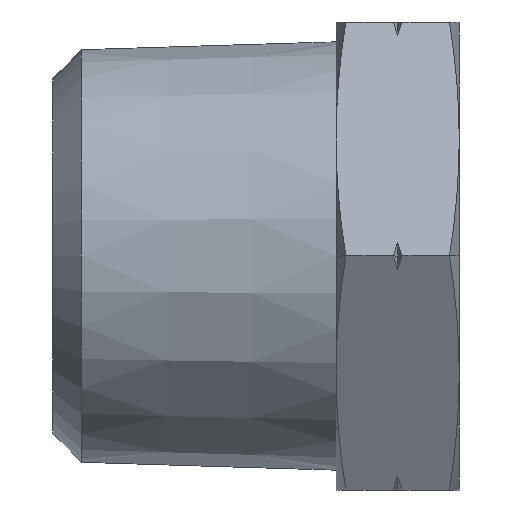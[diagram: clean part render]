
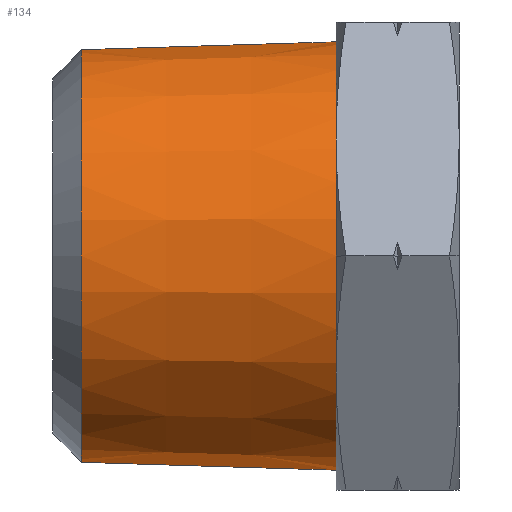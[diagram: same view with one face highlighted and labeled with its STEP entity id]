
A CAD part, left-side view. The second image highlights one B-rep face of the part: STEP entity #134.
In plain terms, the highlighted conical face has half-angle 1.78 degrees and reference radius 8.535 mm.
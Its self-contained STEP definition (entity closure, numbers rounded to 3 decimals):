
#134=ADVANCED_FACE('',(#289),#290,.T.);
#289=FACE_OUTER_BOUND('',#459,.T.);
#290=CONICAL_SURFACE('',#460,8.535,0.031);
#459=EDGE_LOOP('',(#780,#781,#782,#783));
#460=AXIS2_PLACEMENT_3D('',#784,#785,#786);
#780=ORIENTED_EDGE('',*,*,#1115,.F.);
#781=ORIENTED_EDGE('',*,*,#1116,.F.);
#782=ORIENTED_EDGE('',*,*,#1117,.F.);
#783=ORIENTED_EDGE('',*,*,#1056,.T.);
#784=CARTESIAN_POINT('',(0.0,10.168,0.0));
#785=DIRECTION('',(-0.0,-1.0,0.0));
#786=DIRECTION('',(0.0,0.0,1.0));
#1056=EDGE_CURVE('',#1277,#1276,#1279,.T.);
#1115=EDGE_CURVE('',#1355,#1276,#1356,.T.);
#1116=EDGE_CURVE('',#1357,#1355,#1358,.T.);
#1117=EDGE_CURVE('',#1277,#1357,#1359,.T.);
#1276=VERTEX_POINT('',#1661);
#1277=VERTEX_POINT('',#1662);
#1279=CIRCLE('',#1664,8.695);
#1355=VERTEX_POINT('',#1881);
#1356=LINE('',#1882,#1883);
#1357=VERTEX_POINT('',#1884);
#1358=CIRCLE('',#1885,8.374);
#1359=LINE('',#1886,#1887);
#1661=CARTESIAN_POINT('',(0.0,5.0,8.695));
#1662=CARTESIAN_POINT('',(0.,5.0,-8.695));
#1664=AXIS2_PLACEMENT_3D('',#2097,#2098,#2099);
#1881=CARTESIAN_POINT('',(0.0,15.335,8.374));
#1882=CARTESIAN_POINT('',(0.,10.168,8.535));
#1883=VECTOR('',#2150,1.0);
#1884=CARTESIAN_POINT('',(0.,15.335,-8.374));
#1885=AXIS2_PLACEMENT_3D('',#2151,#2152,#2153);
#1886=CARTESIAN_POINT('',(0.,10.168,-8.535));
#1887=VECTOR('',#2154,1.0);
#2097=CARTESIAN_POINT('',(0.0,5.0,0.0));
#2098=DIRECTION('',(0.0,1.0,0.0));
#2099=DIRECTION('',(0.0,0.0,1.0));
#2150=DIRECTION('',(0.,-1.,0.031));
#2151=CARTESIAN_POINT('',(0.0,15.335,0.0));
#2152=DIRECTION('',(0.0,1.0,0.0));
#2153=DIRECTION('',(0.0,0.0,1.0));
#2154=DIRECTION('',(0.,1.,0.031));
